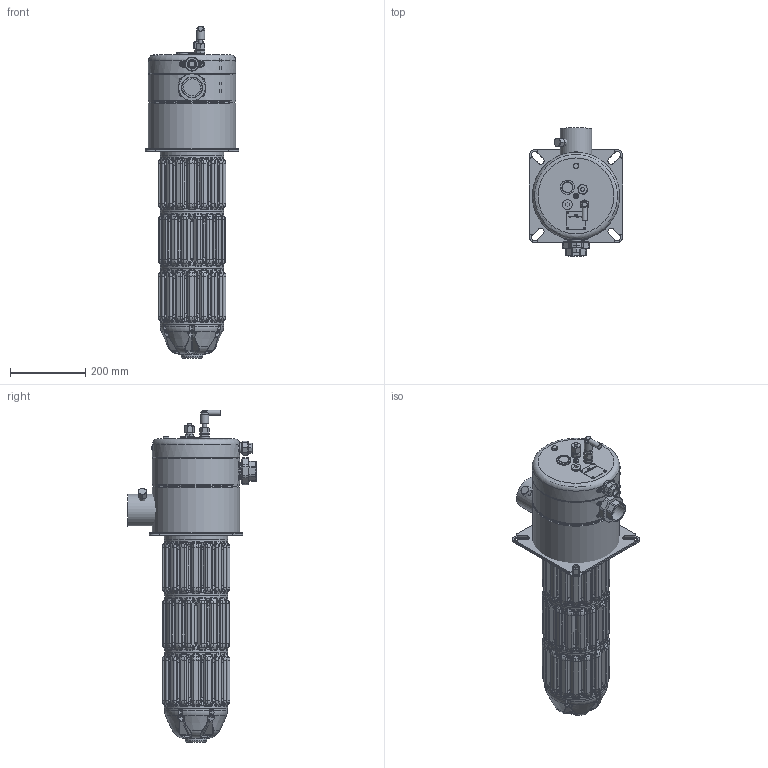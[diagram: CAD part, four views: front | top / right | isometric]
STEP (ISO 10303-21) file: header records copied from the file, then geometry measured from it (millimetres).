
FILE_DESCRIPTION(/* description */ (''),/* implementation_level */ '2;1');
FILE_NAME(/* name */ 'CAD00005002_Shrinkwrap_1.stp',/* time_stamp */ '2022-04-20T19:31:57+02:00',/* author */ ('A.Saewe'),/* organization */ (''),/* preprocessor_version */ 'ST-DEVELOPER v18.1',/* originating_system */ 'Autodesk Inventor 2022',/* authorisation */ '');
FILE_SCHEMA (('AUTOMOTIVE_DESIGN { 1 0 10303 214 3 1 1 }'));
Products named in the file (1): CAD00005002_Shrinkwrap_1
Bounding box: 248 x 340.49 x 882.9 mm (x, y, z)
Volume: 28130051 mm3; surface area: 2725253 mm2
Topology: 54 solids, 54 shells, 4671 faces, 11195 edges, 6736 vertices
Faces by surface type: bspline 2621, plane 941, cylinder 677, cone 282, torus 142, sphere 8
Full cylindrical faces by diameter (mm): 0.5 x1, 2 x4, 2.5 x4, 4.5 x1, 5 x4, 6 x4, 7.323 x1, 8 x3, 8.5 x4, 9 x5, 9.728 x1, 9.73 x4, 9.98 x1, 10 x8, 11.4 x1, 13 x2, 13.4 x1, 14 x2, 14.161 x1, 14.5 x1, 15 x1, 15.6 x1, 16 x1, 16.6 x1, 16.66 x2, 17.6 x1, 18 x1, 18.631 x1, 20.955 x1, 21.5 x1
Entity records: 182552 total; most frequent: CARTESIAN_POINT 86075, ORIENTED_EDGE 22356, DIRECTION 13455, EDGE_CURVE 11178, VERTEX_POINT 6736, AXIS2_PLACEMENT_3D 5400, EDGE_LOOP 4820, B_SPLINE_CURVE_WITH_KNOTS 4786
